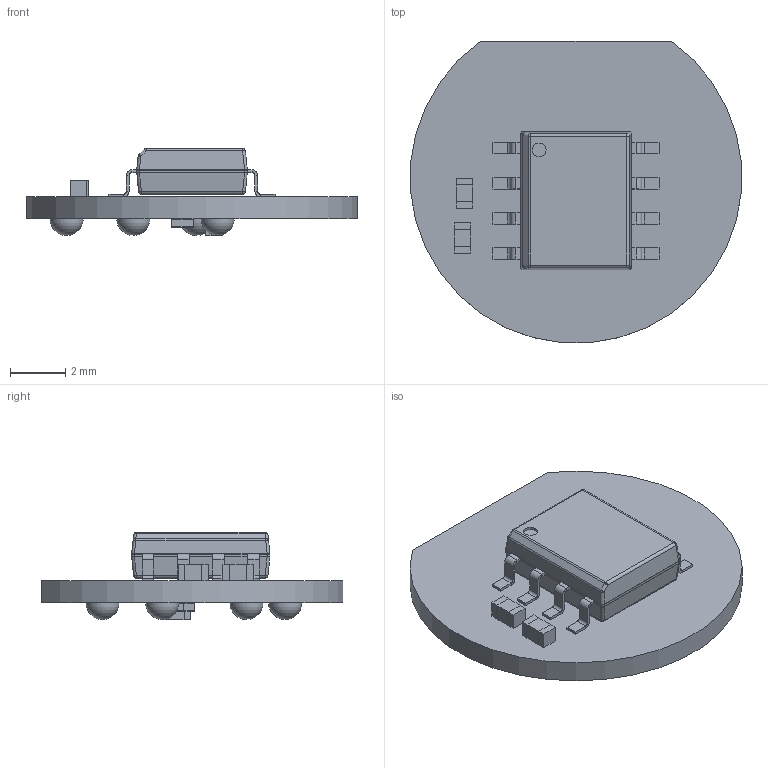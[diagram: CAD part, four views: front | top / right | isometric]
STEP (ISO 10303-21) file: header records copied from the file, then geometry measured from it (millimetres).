
FILE_DESCRIPTION(('Open CASCADE Model'),'2;1');
FILE_NAME('Open CASCADE Shape Model','2019-01-23T16:26:10',('Author'),( 'Open CASCADE'),'Open CASCADE STEP processor 6.8','Open CASCADE 6.8' ,'Unknown');
FILE_SCHEMA(('AUTOMOTIVE_DESIGN { 1 0 10303 214 1 1 1 1 }'));
Length unit declared in the file: millimetre
Products named in the file (22): PCB; Board; C4; 6401449920; Extruded; 6401449536; C3; User_Library-0603_SMD_Capacitor; C2; C1; U1; 7066298560; Open_CASCADE_STEP_translator_6.8_3.1; Body; Open_CASCADE_STEP_translator_6.8_3.2.1; Leader; J4; dome; J3; J2; J1
Assembly tree (38 placements, depth 5):
  PCB
    Board
    C4
      6401449920
        Extruded
      6401449536  x2
        Extruded
    C3
      User_Library-0603_SMD_Capacitor
    C2
      6401449920
        Extruded
      6401449536  x2
        Extruded
    C1
      6401449920
        Extruded
      6401449536  x2
        Extruded
    U1
      7066298560
        Open_CASCADE_STEP_translator_6.8_3.1
        Body
          Open_CASCADE_STEP_translator_6.8_3.2.1
        Leader  x8
    J4
      dome
    J3
      dome
    J2
      dome
    J1
      dome
Bounding box: 11.95 x 10.89 x 3.15 mm (x, y, z)
Volume: 122.1 mm3; surface area: 358 mm2
Topology: 24 solids, 25 shells, 399 faces, 833 edges, 467 vertices
Faces by surface type: plane 245, cylinder 85, bspline 47, sphere 22
Full cylindrical faces by diameter (mm): 0.5 x1
Entity records: 10099 total; most frequent: CARTESIAN_POINT 5049, ORIENTED_EDGE 825, DIRECTION 756, EDGE_CURVE 413, AXIS2_PLACEMENT_3D 265, VERTEX_POINT 237, LINE 226, VECTOR 226
